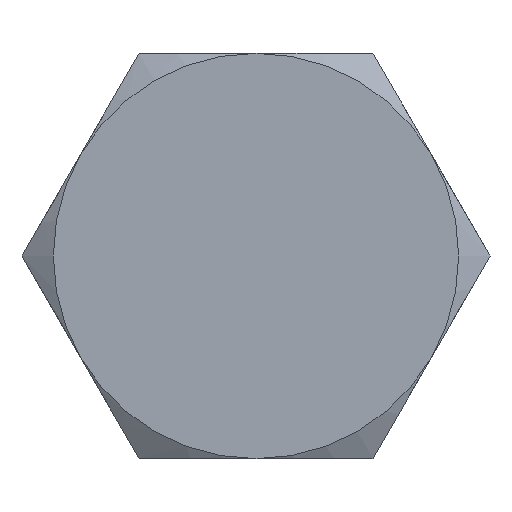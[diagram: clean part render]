
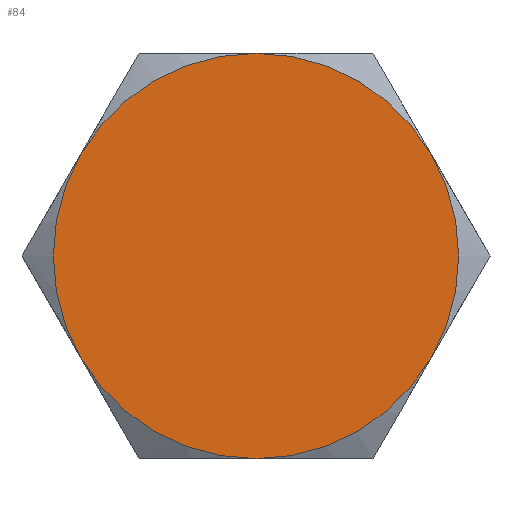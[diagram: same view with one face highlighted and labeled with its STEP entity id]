
A CAD part, left-side view. The second image highlights one B-rep face of the part: STEP entity #84.
In plain terms, the highlighted planar face has unit normal (-1, 0, 0).
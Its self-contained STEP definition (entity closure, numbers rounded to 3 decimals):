
#24 = AXIS2_PLACEMENT_3D ( 'NONE', #226, #833, #439 ) ;
#27 = PLANE ( 'NONE',  #24 ) ;
#49 = DIRECTION ( 'NONE',  ( 1., 0., 0. ) ) ;
#53 = ORIENTED_EDGE ( 'NONE', *, *, #264, .F. ) ;
#59 = CARTESIAN_POINT ( 'NONE',  ( 0., -3.031, -1.75 ) ) ;
#66 = CARTESIAN_POINT ( 'NONE',  ( 0., 0., 0. ) ) ;
#84 = ADVANCED_FACE ( 'NONE', ( #691 ), #27, .F. ) ;
#107 = EDGE_CURVE ( 'NONE', #822, #719, #487, .T. ) ;
#126 = CARTESIAN_POINT ( 'NONE',  ( 0., 3.031, -1.75 ) ) ;
#155 = VERTEX_POINT ( 'NONE', #716 ) ;
#169 = CIRCLE ( 'NONE', #732, 3.5 ) ;
#185 = DIRECTION ( 'NONE',  ( 0., 0., -1. ) ) ;
#199 = CIRCLE ( 'NONE', #374, 3.5 ) ;
#214 = DIRECTION ( 'NONE',  ( 0., 0., 1. ) ) ;
#221 = ORIENTED_EDGE ( 'NONE', *, *, #396, .T. ) ;
#226 = CARTESIAN_POINT ( 'NONE',  ( 0., 4.041, 0. ) ) ;
#263 = ORIENTED_EDGE ( 'NONE', *, *, #423, .F. ) ;
#264 = EDGE_CURVE ( 'NONE', #830, #750, #749, .T. ) ;
#295 = CARTESIAN_POINT ( 'NONE',  ( 0., 0., 0. ) ) ;
#319 = VERTEX_POINT ( 'NONE', #59 ) ;
#371 = DIRECTION ( 'NONE',  ( 1., 0., 0. ) ) ;
#374 = AXIS2_PLACEMENT_3D ( 'NONE', #385, #49, #185 ) ;
#385 = CARTESIAN_POINT ( 'NONE',  ( 0., 0., 0. ) ) ;
#395 = CIRCLE ( 'NONE', #479, 3.5 ) ;
#396 = EDGE_CURVE ( 'NONE', #822, #155, #395, .T. ) ;
#418 = CIRCLE ( 'NONE', #747, 3.5 ) ;
#422 = CARTESIAN_POINT ( 'NONE',  ( 0., 0., 0. ) ) ;
#423 = EDGE_CURVE ( 'NONE', #750, #155, #418, .T. ) ;
#424 = ORIENTED_EDGE ( 'NONE', *, *, #107, .F. ) ;
#425 = DIRECTION ( 'NONE',  ( 0., 0., -1. ) ) ;
#428 = EDGE_CURVE ( 'NONE', #719, #319, #169, .T. ) ;
#430 = DIRECTION ( 'NONE',  ( 0., 0., -1. ) ) ;
#431 = AXIS2_PLACEMENT_3D ( 'NONE', #66, #855, #863 ) ;
#434 = EDGE_LOOP ( 'NONE', ( #53, #467, #831, #424, #221, #263 ) ) ;
#439 = DIRECTION ( 'NONE',  ( 0., 0., -1. ) ) ;
#443 = CARTESIAN_POINT ( 'NONE',  ( 0., 0., 0. ) ) ;
#445 = DIRECTION ( 'NONE',  ( 0., 0., -1. ) ) ;
#467 = ORIENTED_EDGE ( 'NONE', *, *, #612, .F. ) ;
#479 = AXIS2_PLACEMENT_3D ( 'NONE', #422, #555, #214 ) ;
#487 = CIRCLE ( 'NONE', #840, 3.5 ) ;
#534 = CARTESIAN_POINT ( 'NONE',  ( 0., 0., -3.5 ) ) ;
#555 = DIRECTION ( 'NONE',  ( -1., 0., 0. ) ) ;
#604 = CARTESIAN_POINT ( 'NONE',  ( 0., 0., 3.5 ) ) ;
#612 = EDGE_CURVE ( 'NONE', #319, #830, #199, .T. ) ;
#636 = DIRECTION ( 'NONE',  ( 1., 0., 0. ) ) ;
#691 = FACE_OUTER_BOUND ( 'NONE', #434, .T. ) ;
#700 = CARTESIAN_POINT ( 'NONE',  ( 0., 0., 0. ) ) ;
#701 = DIRECTION ( 'NONE',  ( 1., 0., 0. ) ) ;
#716 = CARTESIAN_POINT ( 'NONE',  ( 0., 3.031, 1.75 ) ) ;
#719 = VERTEX_POINT ( 'NONE', #729 ) ;
#729 = CARTESIAN_POINT ( 'NONE',  ( 0., -3.031, 1.75 ) ) ;
#732 = AXIS2_PLACEMENT_3D ( 'NONE', #295, #701, #425 ) ;
#747 = AXIS2_PLACEMENT_3D ( 'NONE', #700, #636, #430 ) ;
#749 = CIRCLE ( 'NONE', #431, 3.5 ) ;
#750 = VERTEX_POINT ( 'NONE', #126 ) ;
#822 = VERTEX_POINT ( 'NONE', #604 ) ;
#830 = VERTEX_POINT ( 'NONE', #534 ) ;
#831 = ORIENTED_EDGE ( 'NONE', *, *, #428, .F. ) ;
#833 = DIRECTION ( 'NONE',  ( 1., 0., 0. ) ) ;
#840 = AXIS2_PLACEMENT_3D ( 'NONE', #443, #371, #445 ) ;
#855 = DIRECTION ( 'NONE',  ( 1., 0., 0. ) ) ;
#863 = DIRECTION ( 'NONE',  ( 0., 0., -1. ) ) ;
